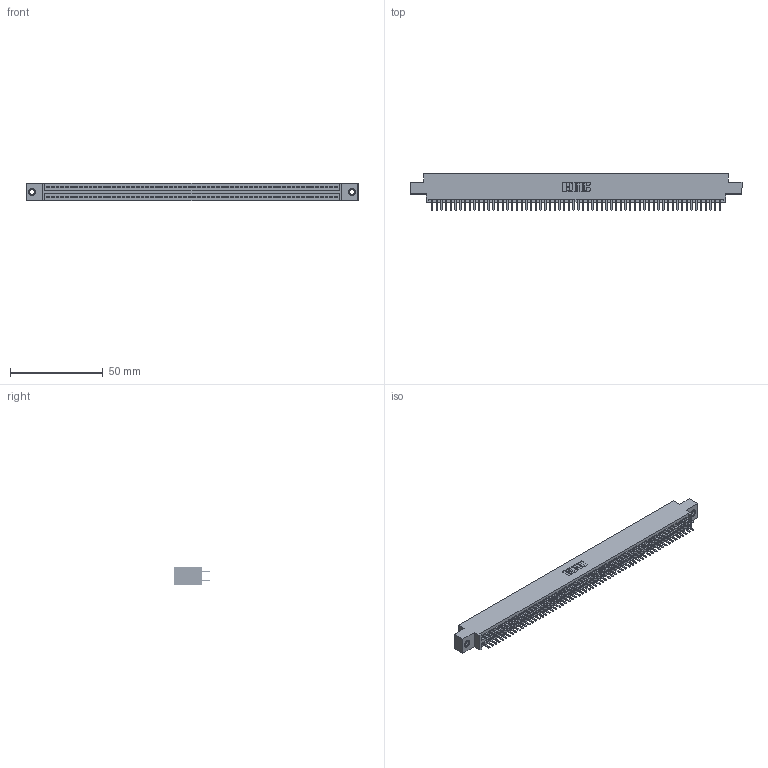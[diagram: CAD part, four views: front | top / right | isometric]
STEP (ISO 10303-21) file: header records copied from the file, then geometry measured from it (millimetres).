
FILE_DESCRIPTION (( 'STEP AP203' ), '1' );
FILE_NAME ('845-124-520-807.STEP', '2018-11-21T16:53:53', ( '' ), ( '' ), 'SwSTEP 2.0', 'SolidWorks 2016', '' );
FILE_SCHEMA (( 'CONFIG_CONTROL_DESIGN' ));
Length unit declared in the file: inch
Products named in the file (4): 845 Part_0.170 Offset - 0.156 Dia-TI; 345-292-001_345-293-120; 345-250-001_345-250-005-103; 845-124-520-807
Assembly tree (127 placements, depth 2):
  845-124-520-807
    845 Part_0.170 Offset - 0.156 Dia-TI
    345-292-001_345-293-120  x124
    345-250-001_345-250-005-103  x2
Bounding box: 178.69 x 19.68 x 9.4 mm (x, y, z)
Volume: 1155.7 mm3; surface area: 26105.4 mm2
Topology: 126 solids, 127 shells, 6886 faces, 19957 edges, 12966 vertices
Faces by surface type: plane 4456, cylinder 2414, cone 12, torus 4
Entity records: 47386 total; most frequent: CARTESIAN_POINT 7919, ORIENTED_EDGE 7834, DIRECTION 6971, EDGE_CURVE 3917, VECTOR 3513, LINE 3513, VERTEX_POINT 2604, AXIS2_PLACEMENT_3D 1729
